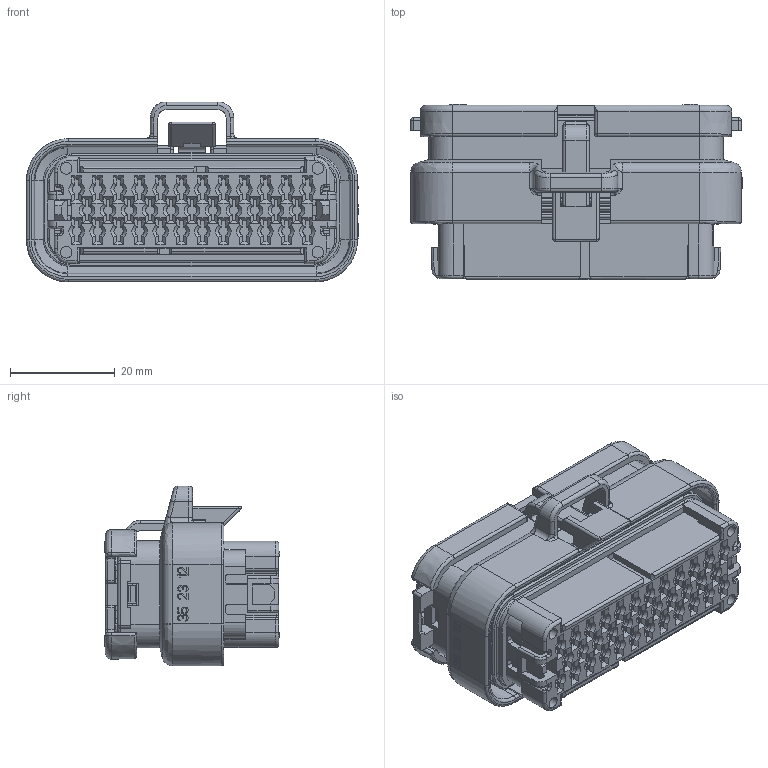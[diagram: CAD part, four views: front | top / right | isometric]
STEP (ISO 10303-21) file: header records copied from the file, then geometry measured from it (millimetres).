
FILE_DESCRIPTION( ('This file contains a STEP AP42 implementation' ,'as created by ZW3D STEP Interface translator.') ,'2;1' );
FILE_NAME( '74040-3FC035AN00WAX(W).stp' ,'23 314.215356', (''), ('ZWCAD Software Co.'), 'Version 1.0', 'ZW3D to STEP translator', '' );
FILE_SCHEMA(('AUTOMOTIVE_DESIGN { 1 0 10303 214 1 1 1 1 }'));
Length unit declared in the file: millimetre
Products named in the file (2): 0; 111
Bounding box: 63.3 x 33.4 x 34.3 mm (x, y, z)
Volume: 32510.3 mm3; surface area: 26279.5 mm2
Topology: 1 solids, 21 shells, 2816 faces, 7478 edges, 4717 vertices
Faces by surface type: plane 1885, cylinder 519, bspline 216, cone 170, sphere 26
Entity records: 96769 total; most frequent: CARTESIAN_POINT 25002, ORIENTED_EDGE 14956, DIRECTION 13524, EDGE_CURVE 7478, VECTOR 5560, LINE 5560, VERTEX_POINT 4717, AXIS2_PLACEMENT_3D 3982
